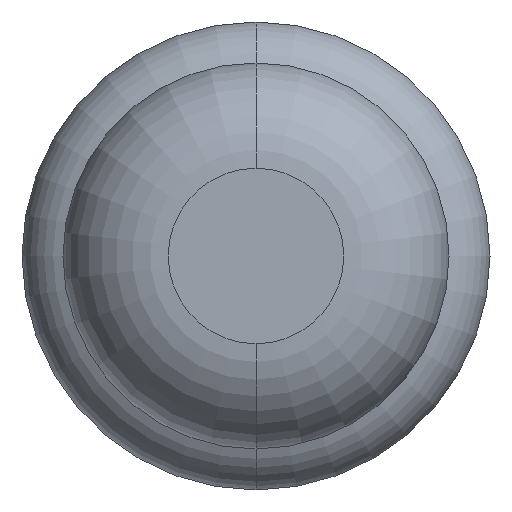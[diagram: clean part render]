
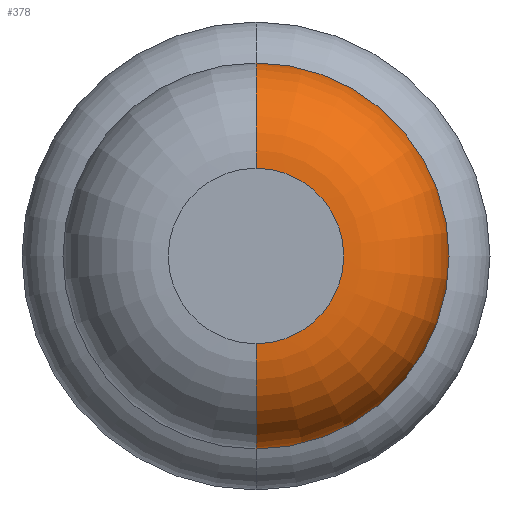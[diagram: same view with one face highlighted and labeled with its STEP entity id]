
A CAD part, front view. The second image highlights one B-rep face of the part: STEP entity #378.
In plain terms, the highlighted toroidal (fillet/blend) face has major radius 0.375 mm and minor radius 0.45 mm.
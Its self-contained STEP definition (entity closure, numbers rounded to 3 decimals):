
#17 = ORIENTED_EDGE ( 'NONE', *, *, #2071, .T. ) ;
#28 = CIRCLE ( 'NONE', #2276, 0.45 ) ;
#49 = DIRECTION ( 'NONE',  ( 1., 0., 0. ) ) ;
#128 = CARTESIAN_POINT ( 'NONE',  ( 0., -23.55, 0.375 ) ) ;
#151 = CIRCLE ( 'NONE', #3785, 0.375 ) ;
#168 = DIRECTION ( 'NONE',  ( 0., 0., 1. ) ) ;
#184 = CARTESIAN_POINT ( 'NONE',  ( 0., -23.55, 0. ) ) ;
#330 = DIRECTION ( 'NONE',  ( 0., 0., -1. ) ) ;
#378 = ADVANCED_FACE ( 'Defeature ausgef�hrt1_2', ( #1448 ), #2923, .T. ) ;
#465 = AXIS2_PLACEMENT_3D ( 'NONE', #128, #3793, #2878 ) ;
#522 = CIRCLE ( 'NONE', #2501, 0.825 ) ;
#813 = DIRECTION ( 'NONE',  ( 0., 1., 0. ) ) ;
#818 = VERTEX_POINT ( 'NONE', #3182 ) ;
#922 = CIRCLE ( 'NONE', #465, 0.45 ) ;
#1057 = VERTEX_POINT ( 'NONE', #3514 ) ;
#1099 = CARTESIAN_POINT ( 'NONE',  ( 0., -24., 0.375 ) ) ;
#1199 = DIRECTION ( 'NONE',  ( 0., 1., 0. ) ) ;
#1213 = CARTESIAN_POINT ( 'NONE',  ( 0., -23.55, 0.825 ) ) ;
#1258 = VERTEX_POINT ( 'NONE', #1213 ) ;
#1325 = EDGE_CURVE ( 'NONE', #1057, #818, #28, .T. ) ;
#1448 = FACE_OUTER_BOUND ( 'NONE', #1690, .T. ) ;
#1690 = EDGE_LOOP ( 'NONE', ( #17, #2224, #3826, #3787 ) ) ;
#1782 = CARTESIAN_POINT ( 'NONE',  ( 0., -23.55, -0.375 ) ) ;
#2071 = EDGE_CURVE ( 'Defeature ausgef�hrt1_2+Defeature ausgef�hrt1_1+Defeature ausgef�hrt1_1+Defeature ausgef�hrt1_1', #2262, #1057, #151, .T. ) ;
#2183 = DIRECTION ( 'NONE',  ( 0., 0., 1. ) ) ;
#2198 = CARTESIAN_POINT ( 'NONE',  ( 0., -24., 0. ) ) ;
#2224 = ORIENTED_EDGE ( 'NONE', *, *, #1325, .T. ) ;
#2262 = VERTEX_POINT ( 'NONE', #1099 ) ;
#2276 = AXIS2_PLACEMENT_3D ( 'NONE', #1782, #49, #330 ) ;
#2501 = AXIS2_PLACEMENT_3D ( 'NONE', #184, #813, #3805 ) ;
#2874 = EDGE_CURVE ( 'Defeature ausgef�hrt1_3+Defeature ausgef�hrt1_2+Defeature ausgef�hrt1_2+Defeature ausgef�hrt1_2', #1258, #818, #522, .T. ) ;
#2878 = DIRECTION ( 'NONE',  ( 0., 0., 1. ) ) ;
#2923 = TOROIDAL_SURFACE ( 'NONE', #3387, 0.375, 0.45 ) ;
#3182 = CARTESIAN_POINT ( 'NONE',  ( 0., -23.55, -0.825 ) ) ;
#3387 = AXIS2_PLACEMENT_3D ( 'NONE', #3522, #3551, #168 ) ;
#3514 = CARTESIAN_POINT ( 'NONE',  ( 0., -24., -0.375 ) ) ;
#3522 = CARTESIAN_POINT ( 'NONE',  ( 0., -23.55, 0. ) ) ;
#3551 = DIRECTION ( 'NONE',  ( 0., 1., 0. ) ) ;
#3577 = EDGE_CURVE ( 'NONE', #2262, #1258, #922, .T. ) ;
#3785 = AXIS2_PLACEMENT_3D ( 'NONE', #2198, #1199, #2183 ) ;
#3787 = ORIENTED_EDGE ( 'NONE', *, *, #3577, .F. ) ;
#3793 = DIRECTION ( 'NONE',  ( -1., 0., 0. ) ) ;
#3805 = DIRECTION ( 'NONE',  ( 0., 0., 1. ) ) ;
#3826 = ORIENTED_EDGE ( 'NONE', *, *, #2874, .F. ) ;
